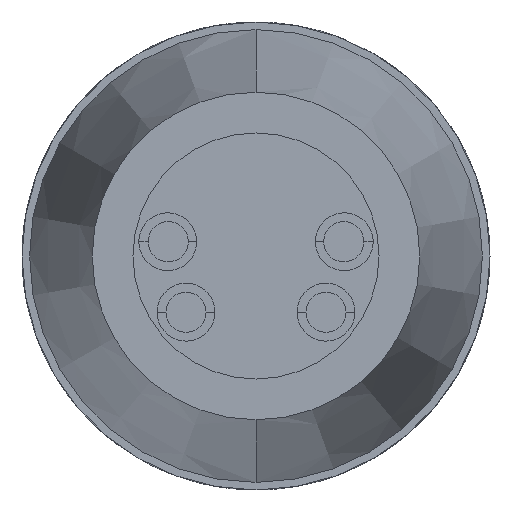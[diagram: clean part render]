
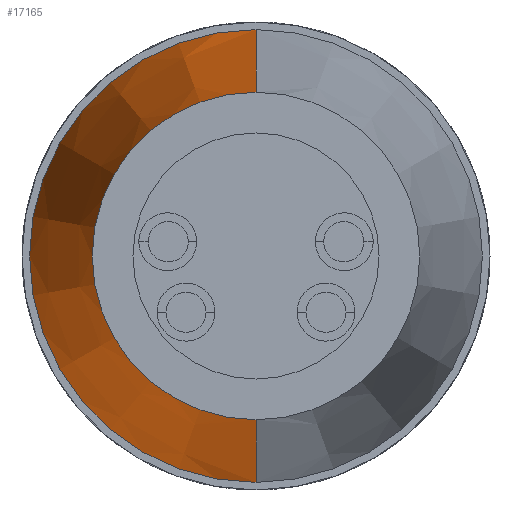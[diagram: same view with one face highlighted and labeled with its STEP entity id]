
A CAD part, front view. The second image highlights one B-rep face of the part: STEP entity #17165.
In plain terms, the highlighted conical face has half-angle 8 degrees and reference radius 6.452 mm.
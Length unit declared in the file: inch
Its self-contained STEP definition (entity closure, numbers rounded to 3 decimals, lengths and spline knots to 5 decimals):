
#146 = EDGE_CURVE ( 'NONE', #17170, #17177, #7930, .T. ) ;
#7927 = DIRECTION ( 'NONE',  ( 0., 0.99, -0.139 ) ) ;
#7928 = VECTOR ( 'NONE', #7927, 39.37008 ) ;
#7929 = CARTESIAN_POINT ( 'NONE',  ( 0., -0.325, -0.254 ) ) ;
#7930 = LINE ( 'NONE', #7929, #7928 ) ;
#12444 = CARTESIAN_POINT ( 'NONE',  ( 0., -0.325, 0.254 ) ) ;
#12445 = LINE ( 'NONE', #12493, #12492 ) ;
#12450 = CARTESIAN_POINT ( 'NONE',  ( 0., -0.325, 0. ) ) ;
#12451 = AXIS2_PLACEMENT_3D ( 'NONE', #12450, #12452, #12480 ) ;
#12452 = DIRECTION ( 'NONE',  ( 0., -1., 0. ) ) ;
#12453 = CIRCLE ( 'NONE', #12451, 0.254 ) ;
#12455 = DIRECTION ( 'NONE',  ( 0., 0., -1. ) ) ;
#12461 = CARTESIAN_POINT ( 'NONE',  ( 0., -0.825, 0. ) ) ;
#12462 = AXIS2_PLACEMENT_3D ( 'NONE', #12461, #12476, #12484 ) ;
#12466 = CIRCLE ( 'NONE', #12462, 0.18373 ) ;
#12470 = DIRECTION ( 'NONE',  ( 0., 0.99, 0.139 ) ) ;
#12475 = CARTESIAN_POINT ( 'NONE',  ( 0., -0.825, 0.18373 ) ) ;
#12476 = DIRECTION ( 'NONE',  ( 0., -1., 0. ) ) ;
#12479 = CARTESIAN_POINT ( 'NONE',  ( 0., -0.325, -0.254 ) ) ;
#12480 = DIRECTION ( 'NONE',  ( 0., 0., -1. ) ) ;
#12483 = FACE_OUTER_BOUND ( 'NONE', #17166, .T. ) ;
#12484 = DIRECTION ( 'NONE',  ( 0., 0., -1. ) ) ;
#12485 = CARTESIAN_POINT ( 'NONE',  ( 0., -0.325, 0. ) ) ;
#12486 = AXIS2_PLACEMENT_3D ( 'NONE', #12485, #12497, #12455 ) ;
#12488 = CARTESIAN_POINT ( 'NONE',  ( 0., -0.825, -0.18373 ) ) ;
#12492 = VECTOR ( 'NONE', #12470, 39.37008 ) ;
#12493 = CARTESIAN_POINT ( 'NONE',  ( 0., -0.325, 0.254 ) ) ;
#12497 = DIRECTION ( 'NONE',  ( 0., 1., 0. ) ) ;
#12498 = CONICAL_SURFACE ( 'NONE', #12486, 0.254, 0.14 ) ;
#17165 = ADVANCED_FACE ( 'NONE', ( #12483 ), #12498, .T. ) ;
#17166 = EDGE_LOOP ( 'NONE', ( #17167, #17171, #17175, #17178 ) ) ;
#17167 = ORIENTED_EDGE ( 'NONE', *, *, #17168, .F. ) ;
#17168 = EDGE_CURVE ( 'NONE', #17169, #17170, #12466, .T. ) ;
#17169 = VERTEX_POINT ( 'NONE', #12475 ) ;
#17170 = VERTEX_POINT ( 'NONE', #12488 ) ;
#17171 = ORIENTED_EDGE ( 'NONE', *, *, #17173, .T. ) ;
#17173 = EDGE_CURVE ( 'NONE', #17169, #17174, #12445, .T. ) ;
#17174 = VERTEX_POINT ( 'NONE', #12444 ) ;
#17175 = ORIENTED_EDGE ( 'NONE', *, *, #17176, .T. ) ;
#17176 = EDGE_CURVE ( 'NONE', #17174, #17177, #12453, .T. ) ;
#17177 = VERTEX_POINT ( 'NONE', #12479 ) ;
#17178 = ORIENTED_EDGE ( 'NONE', *, *, #146, .F. ) ;
